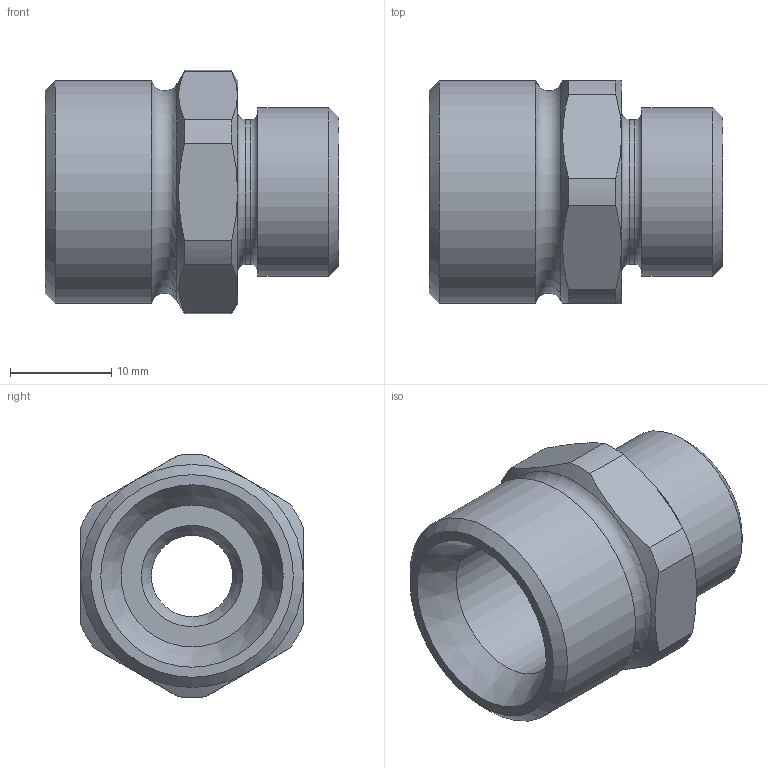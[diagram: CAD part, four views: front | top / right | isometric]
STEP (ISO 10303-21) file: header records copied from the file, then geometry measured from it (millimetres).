
FILE_DESCRIPTION(/* description */ ('Unknown'),/* implementation_level */ '2;1');
FILE_NAME(/* name */ '010000550',/* time_stamp */ '2019-07-03T15:59:35+02:00',/* author */ ('Unknown'),/* organization */ ('Unknown'),/* preprocessor_version */ 'ST-DEVELOPER v16.7',/* originating_system */ 'DEX',/* authorisation */ $);
FILE_SCHEMA (('AUTOMOTIVE_DESIGN {1 0 10303 214 3 1 1}'));
Length unit declared in the file: millimetre
Products named in the file (1): 01-0550_3_Gegennippel
Bounding box: 29 x 22 x 23.98 mm (x, y, z)
Volume: 6082.1 mm3; surface area: 3540.4 mm2
Topology: 1 solids, 1 shells, 37 faces, 84 edges, 52 vertices
Faces by surface type: cone 12, plane 11, cylinder 11, torus 3
Full cylindrical faces by diameter (mm): 8 x1, 14 x1, 14.3 x1, 16.66 x1, 22 x1
Entity records: 990 total; most frequent: CARTESIAN_POINT 212, DIRECTION 160, ORIENTED_EDGE 132, AXIS2_PLACEMENT_3D 74, EDGE_CURVE 66, EDGE_LOOP 56, FACE_BOUND 56, VERTEX_POINT 48
